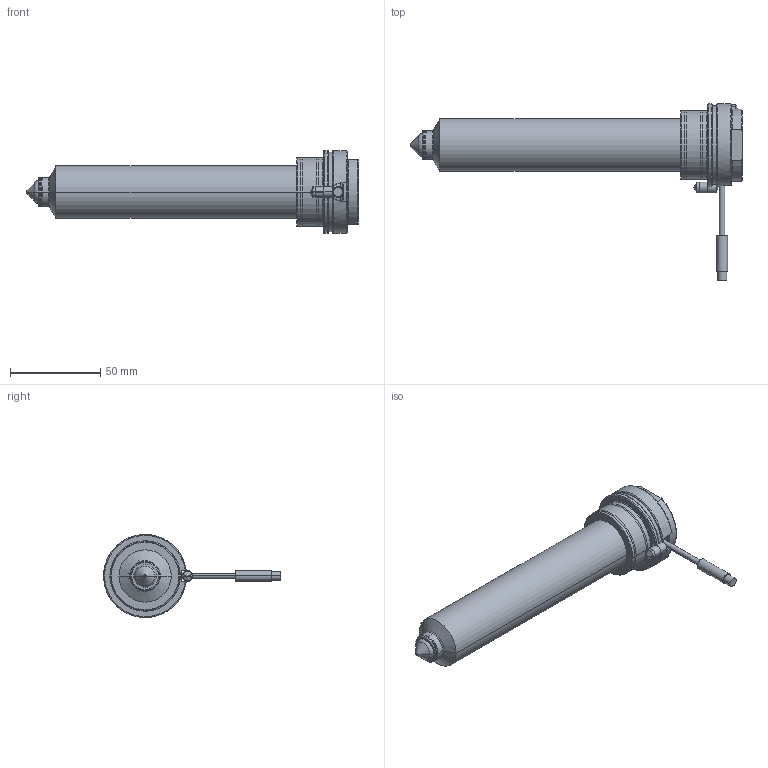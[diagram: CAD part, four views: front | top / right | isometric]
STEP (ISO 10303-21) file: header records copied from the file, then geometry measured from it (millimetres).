
FILE_DESCRIPTION (( 'STEP AP214' ), '1' );
FILE_NAME ('29x165 - dysza - 29165-00.STEP', '2017-05-29T08:50:00', ( '' ), ( '' ), 'SwSTEP 2.0', 'SolidWorks 2016', '' );
FILE_SCHEMA (( 'AUTOMOTIVE_DESIGN' ));
Length unit declared in the file: millimetre
Products named in the file (3): 29x165 - dysza - 29165-00; 29x165 - korpus - 29165-02; 29x165 - komora 29x165_Komora Standard
Assembly tree (2 placements, depth 2):
  29x165 - dysza - 29165-00
    29x165 - korpus - 29165-02
    29x165 - komora 29x165_Komora Standard
Bounding box: 184 x 98 x 45.99 mm (x, y, z)
Volume: 183528.4 mm3; surface area: 50907.9 mm2
Topology: 5 solids, 9 shells, 302 faces, 761 edges, 475 vertices
Faces by surface type: cylinder 104, torus 69, cone 57, plane 49, bspline 13, sphere 10
Entity records: 15467 total; most frequent: CARTESIAN_POINT 8221, ORIENTED_EDGE 1510, DIRECTION 1505, EDGE_CURVE 755, AXIS2_PLACEMENT_3D 648, VERTEX_POINT 475, CIRCLE 354, EDGE_LOOP 324
